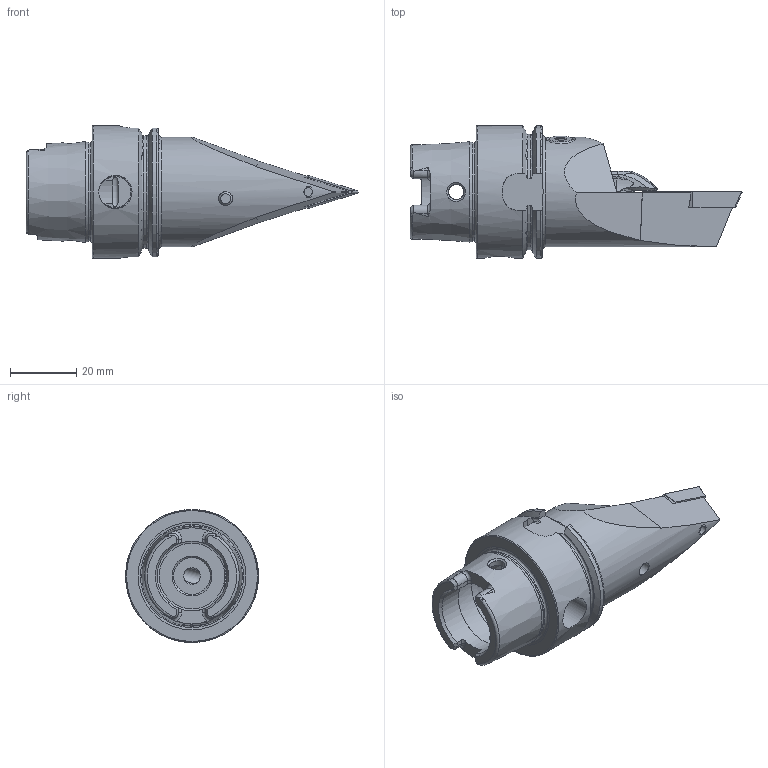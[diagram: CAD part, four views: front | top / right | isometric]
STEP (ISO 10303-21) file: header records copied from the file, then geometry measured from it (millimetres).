
FILE_DESCRIPTION (( 'STEP AP214' ), '1' );
FILE_NAME ('HA4.KVB.NVA.080-HP.STEP', '2020-09-29T13:57:49', ( '' ), ( '' ), 'SwSTEP 2.0', 'SolidWorks 2017', '' );
FILE_SCHEMA (( 'AUTOMOTIVE_DESIGN' ));
Length unit declared in the file: millimetre
Products named in the file (11): WCB-ER2.001.009_A; CHP-ER1.008.011_A; HA4.KVB.NVA.080-HP; DIN 7991 - M5x18; CHP-PCX.000.022_D《e; HA4-KVB.NVA.080-HP_A; CHP-PCX.000.022_B; VCMT160404; ISO 8752 2x8; DIN 3771 - 13x1; DIN 3771 - 6.5x1.5
Assembly tree (10 placements, depth 3):
  HA4.KVB.NVA.080-HP
    HA4-KVB.NVA.080-HP_A
    VCMT160404
    WCB-ER2.001.009_A
    CHP-PCX.000.022_D《e
      DIN 3771 - 13x1
      DIN 3771 - 6.5x1.5
      CHP-PCX.000.022_B
      DIN 7991 - M5x18
    ISO 8752 2x8
    CHP-ER1.008.011_A
Bounding box: 99.9 x 40 x 40 mm (x, y, z)
Volume: 44451.4 mm3; surface area: 17550.4 mm2
Topology: 9 solids, 9 shells, 407 faces, 1054 edges, 660 vertices
Faces by surface type: plane 132, cylinder 105, cone 69, bspline 55, torus 45, sphere 1
Full cylindrical faces by diameter (mm): 2 x1, 3 x1, 3.3 x2, 4 x1, 4.2 x3, 4.4 x1, 4.6 x2, 5 x2, 5.25 x1, 5.3 x1, 5.5 x1, 6.1 x1, 7 x1, 8 x1, 10 x2, 11 x1, 12.5 x1, 13 x1, 13.4 x1, 14.85 x2, 15 x1, 21 x2, 25.5 x1, 29.707 x1, 33 x1, 40 x1
Entity records: 18062 total; most frequent: CARTESIAN_POINT 7599, ORIENTED_EDGE 1870, DIRECTION 1599, EDGE_CURVE 935, AXIS2_PLACEMENT_3D 651, VERTEX_POINT 628, EDGE_LOOP 511, FACE_OUTER_BOUND 455
